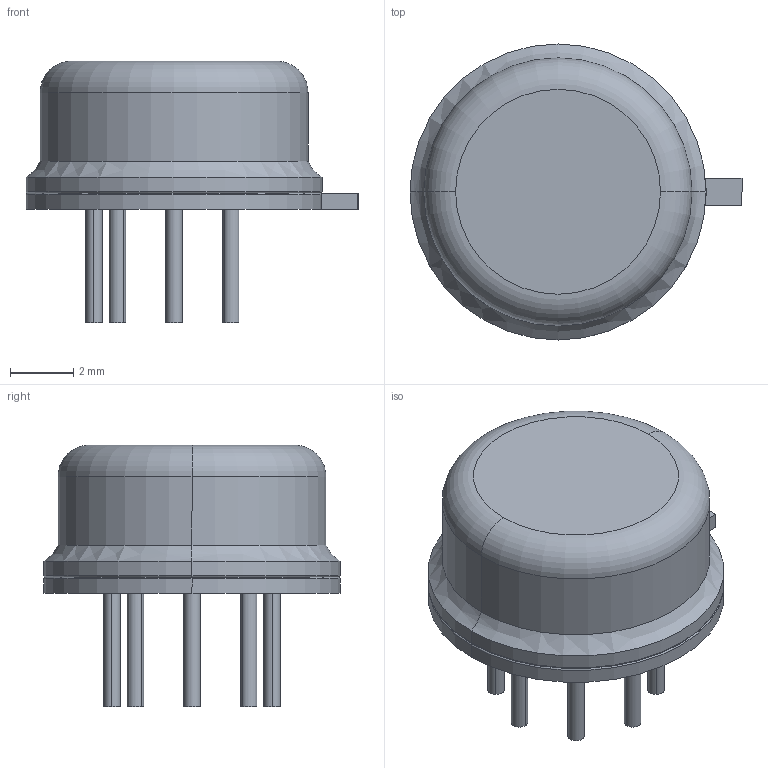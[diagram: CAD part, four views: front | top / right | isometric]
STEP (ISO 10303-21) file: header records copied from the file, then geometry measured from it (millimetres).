
FILE_DESCRIPTION((''),'2;1');
FILE_NAME('TO-78.stp','2009-12-17T13:51:39',(''),(''),'Mechanical Desktop 2006','Mechanical Desktop 2006',', , ');
FILE_SCHEMA(('AUTOMOTIVE_DESIGN { 1 2 10303 214 0 1 1 1 }'));
Length unit declared in the file: millimetre
Products named in the file (1): Product
Bounding box: 10.53 x 9.39 x 8.3 mm (x, y, z)
Volume: 282.4 mm3; surface area: 686.4 mm2
Topology: 12 solids, 12 shells, 57 faces, 94 edges, 62 vertices
Faces by surface type: plane 27, cylinder 22, torus 6, bspline 2
Entity records: 1440 total; most frequent: DIRECTION 268, CARTESIAN_POINT 265, ORIENTED_EDGE 186, AXIS2_PLACEMENT_3D 118, EDGE_CURVE 93, CIRCLE 62, VERTEX_POINT 60, EDGE_LOOP 57
